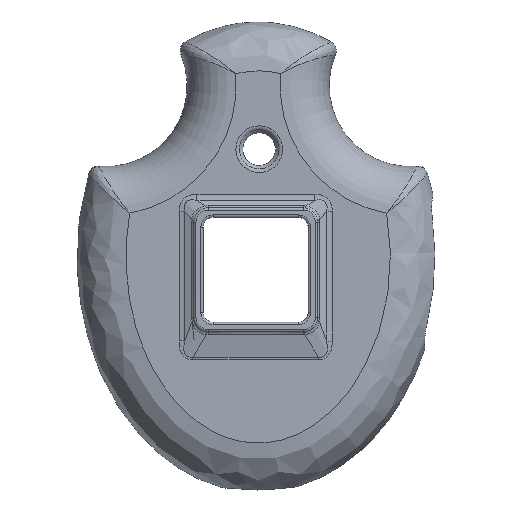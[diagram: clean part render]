
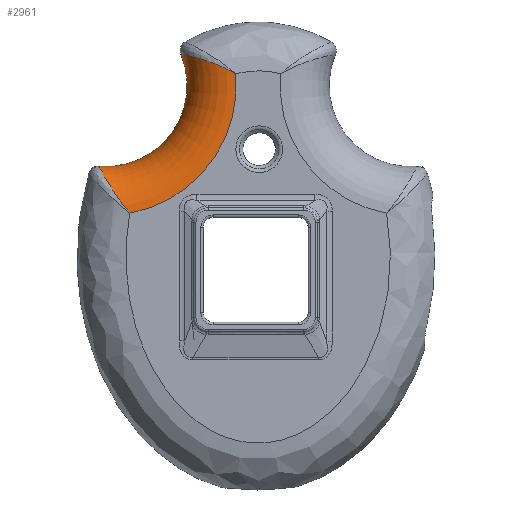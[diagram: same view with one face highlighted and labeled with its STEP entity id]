
A CAD part, top view. The second image highlights one B-rep face of the part: STEP entity #2961.
In plain terms, the highlighted toroidal (fillet/blend) face has major radius 26.5 mm and minor radius 10 mm.
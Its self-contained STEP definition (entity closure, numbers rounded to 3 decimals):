
#483=FACE_OUTER_BOUND('',#675,.T.);
#675=EDGE_LOOP('',(#2107,#2108,#2109,#2110));
#896=B_SPLINE_CURVE_WITH_KNOTS('',3,(#5026,#5027,#5028,#5029,#5030,#5031,
#5032,#5033,#5034,#5035,#5036,#5037,#5038,#5039,#5040),.UNSPECIFIED.,.F.,
 .F.,(4,1,1,1,1,1,1,1,1,1,2,4),(0.,0.145,0.29,
0.436,0.581,0.726,0.871,
1.016,1.162,1.307,1.452,1.453),
 .UNSPECIFIED.);
#897=B_SPLINE_CURVE_WITH_KNOTS('',3,(#5041,#5042,#5043,#5044,#5045,#5046,
#5047,#5048,#5049,#5050),.UNSPECIFIED.,.F.,.F.,(4,2,1,1,1,1,4),(-0.002,
0.,0.281,0.563,0.844,1.125,
1.407),.UNSPECIFIED.);
#1044=CIRCLE('',#3173,16.5);
#1058=CIRCLE('',#3189,26.5);
#1223=VERTEX_POINT('',#4335);
#1224=VERTEX_POINT('',#4337);
#1242=VERTEX_POINT('',#4394);
#1243=VERTEX_POINT('',#4401);
#1532=EDGE_CURVE('',#1224,#1223,#1044,.T.);
#1552=EDGE_CURVE('',#1243,#1242,#1058,.T.);
#1597=EDGE_CURVE('',#1224,#1242,#896,.T.);
#1598=EDGE_CURVE('',#1243,#1223,#897,.T.);
#2107=ORIENTED_EDGE('',*,*,#1552,.T.);
#2108=ORIENTED_EDGE('',*,*,#1597,.F.);
#2109=ORIENTED_EDGE('',*,*,#1532,.T.);
#2110=ORIENTED_EDGE('',*,*,#1598,.F.);
#2922=TOROIDAL_SURFACE('',#3206,26.5,10.);
#2961=ADVANCED_FACE('',(#483),#2922,.T.);
#3173=AXIS2_PLACEMENT_3D('',#4338,#3486,#3487);
#3189=AXIS2_PLACEMENT_3D('',#4402,#3519,#3520);
#3206=AXIS2_PLACEMENT_3D('',#5025,#3562,#3563);
#3486=DIRECTION('center_axis',(0.,0.,-1.));
#3487=DIRECTION('ref_axis',(0.81,-0.587,0.));
#3519=DIRECTION('center_axis',(0.,0.,1.));
#3520=DIRECTION('ref_axis',(0.81,-0.587,0.));
#3562=DIRECTION('center_axis',(0.,0.,-1.));
#3563=DIRECTION('ref_axis',(0.808,-0.59,0.));
#4335=CARTESIAN_POINT('',(-32.465,18.565,22.));
#4337=CARTESIAN_POINT('',(-15.792,41.4,22.));
#4338=CARTESIAN_POINT('Origin',(-31.,35.,22.));
#4394=CARTESIAN_POINT('',(-4.611,37.423,32.));
#4401=CARTESIAN_POINT('',(-26.226,8.934,32.));
#4402=CARTESIAN_POINT('Origin',(-31.,35.,32.));
#5025=CARTESIAN_POINT('Origin',(-31.,35.,22.));
#5026=CARTESIAN_POINT('Ctrl Pts',(-15.792,41.4,22.));
#5027=CARTESIAN_POINT('Ctrl Pts',(-15.792,41.4,22.605));
#5028=CARTESIAN_POINT('Ctrl Pts',(-15.659,41.379,23.831));
#5029=CARTESIAN_POINT('Ctrl Pts',(-15.1,41.28,25.542));
#5030=CARTESIAN_POINT('Ctrl Pts',(-14.232,41.105,27.095));
#5031=CARTESIAN_POINT('Ctrl Pts',(-13.149,40.85,28.424));
#5032=CARTESIAN_POINT('Ctrl Pts',(-11.887,40.504,29.553));
#5033=CARTESIAN_POINT('Ctrl Pts',(-10.52,40.069,30.455));
#5034=CARTESIAN_POINT('Ctrl Pts',(-9.077,39.541,31.151));
#5035=CARTESIAN_POINT('Ctrl Pts',(-7.595,38.925,31.642));
#5036=CARTESIAN_POINT('Ctrl Pts',(-6.102,38.224,31.934));
#5037=CARTESIAN_POINT('Ctrl Pts',(-5.113,37.702,31.999));
#5038=CARTESIAN_POINT('Ctrl Pts',(-4.621,37.428,32.));
#5039=CARTESIAN_POINT('Ctrl Pts',(-4.616,37.425,32.));
#5040=CARTESIAN_POINT('Ctrl Pts',(-4.611,37.423,32.));
#5041=CARTESIAN_POINT('Ctrl Pts',(-26.226,8.934,32.));
#5042=CARTESIAN_POINT('Ctrl Pts',(-26.23,8.938,32.));
#5043=CARTESIAN_POINT('Ctrl Pts',(-26.234,8.943,32.));
#5044=CARTESIAN_POINT('Ctrl Pts',(-26.938,9.798,31.999));
#5045=CARTESIAN_POINT('Ctrl Pts',(-28.287,11.538,31.716));
#5046=CARTESIAN_POINT('Ctrl Pts',(-30.019,14.085,30.478));
#5047=CARTESIAN_POINT('Ctrl Pts',(-31.375,16.384,28.408));
#5048=CARTESIAN_POINT('Ctrl Pts',(-32.255,18.108,25.532));
#5049=CARTESIAN_POINT('Ctrl Pts',(-32.465,18.565,23.172));
#5050=CARTESIAN_POINT('Ctrl Pts',(-32.465,18.565,22.));
